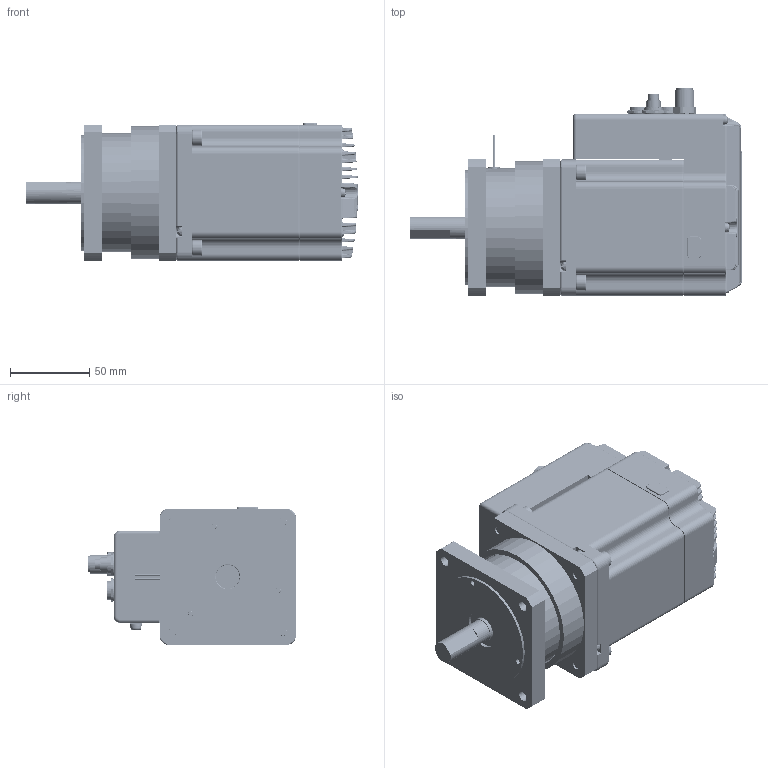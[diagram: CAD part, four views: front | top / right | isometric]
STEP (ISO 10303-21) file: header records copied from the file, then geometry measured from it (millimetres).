
FILE_DESCRIPTION (( 'STEP AP203' ), '1' );
FILE_NAME ('P11E-MO-086-01-R02.STEP', '2021-09-02T03:30:23', ( '' ), ( '' ), 'SwSTEP 2.0', 'SolidWorks 2018', '' );
FILE_SCHEMA (( 'CONFIG_CONTROL_DESIGN' ));
Length unit declared in the file: millimetre
Products named in the file (39): 877600816; 09-0415-30-05-2; 09-0415-30-05-1; 86_1031_1100_00012-2; plain washer small grade a_iso_Washer ISO 7092 - 3; 86EC-PCB3-01; 20PS-JMCS-G-1B-TF(N); sams; spring lock washer_ks_KS 1324 - M3; 86EC-PCB1-02; 791091007; small circular plain washer_jis_JIS B 1256 Small circular 4; 09-0408-30-03(鱔褐)-1; pan cross head_ks_KS 1023 PC- M3 x 20-N; M119-EC-042-03-R00; M11D-EC-086-01-R02; P11E-MO-086-01-R02; pan cross head_ks_KS 1023 PC- M3 x 30-N; pan cross head_ks_KS 1023 PC- M4 x 6-N; 20R-JMCS-G-B-TF(NSA); 791091003; M119-EC-056-04-R00; _SH-700-Without knob (Minus slot); 100V470; 86陝 衛お; BXW-05-10-55_3D; socket head cap screw_ks_KS 1003 - M6 x 20 x 20-N; SH-7050TA; M117-MO-086-01-R00; 56EC-PCB3-01; 09-0408-30-03(鱔褐)-2; 86EC-PCB2-01; 877601616; 460150402; _SH-7050A_body; 039012045; spring lock washer_2_jis_JIS B 1251 No.2 4; 86_1031_1100_00012-1; M119-EC-086-01-R01
Assembly tree (58 placements, depth 3):
  P11E-MO-086-01-R02
    M117-MO-086-01-R00
    M119-EC-086-01-R01
    100V470  x2
    86EC-PCB1-02
    pan cross head_ks_KS 1023 PC- M3 x 20-N  x2
    pan cross head_ks_KS 1023 PC- M3 x 30-N  x3
    M119-EC-042-03-R00
    09-0415-30-05-1
    09-0415-30-05-2
    09-0408-30-03(鱔褐)-1  x2
    09-0408-30-03(鱔褐)-2  x2
    86_1031_1100_00012-1
    86_1031_1100_00012-2
    86EC-PCB2-01
    86EC-PCB3-01
    56EC-PCB3-01
    20R-JMCS-G-B-TF(NSA)
    20PS-JMCS-G-1B-TF(N)
    791091003  x2
    877600816  x2
    039012045
    460150402
    877601616
    791091007
    M11D-EC-086-01-R02
    plain washer small grade a_iso_Washer ISO 7092 - 3  x5
    spring lock washer_ks_KS 1324 - M3  x5
    SH-7050TA  x2
      _SH-7050A_body
      _SH-700-Without knob (Minus slot)
    BXW-05-10-55_3D
    socket head cap screw_ks_KS 1003 - M6 x 20 x 20-N  x4
    86陝 衛お
    sams
      small circular plain washer_jis_JIS B 1256 Small circular 4
      spring lock washer_2_jis_JIS B 1251 No.2 4
      pan cross head_ks_KS 1023 PC- M4 x 6-N
    M119-EC-056-04-R00
Bounding box: 209.6 x 131.1 x 87 mm (x, y, z)
Volume: 1012002 mm3; surface area: 293717 mm2
Topology: 69 solids, 69 shells, 8989 faces, 24292 edges, 15715 vertices
Faces by surface type: plane 6940, cylinder 1425, bspline 307, cone 215, torus 73, sphere 29
Full cylindrical faces by diameter (mm): 0.4 x2, 0.5 x2, 0.6 x35, 1 x22, 1.1 x6, 1.2 x2, 1.5 x2, 1.55 x6, 1.58 x2, 2.5 x10, 3 x5, 3.2 x5, 3.28 x2, 3.3 x14, 3.4 x12, 3.42 x2, 3.5 x3, 4 x9, 4.3 x1, 4.5 x15, 5 x8, 5.5 x6, 6 x10, 6.35 x1, 6.5 x8, 6.6 x1, 7 x14, 7.5 x2, 8 x4, 8.3 x1
Entity records: 212844 total; most frequent: CARTESIAN_POINT 49517, ORIENTED_EDGE 33606, DIRECTION 30988, EDGE_CURVE 16803, VECTOR 13526, LINE 13526, VERTEX_POINT 11025, AXIS2_PLACEMENT_3D 8731
